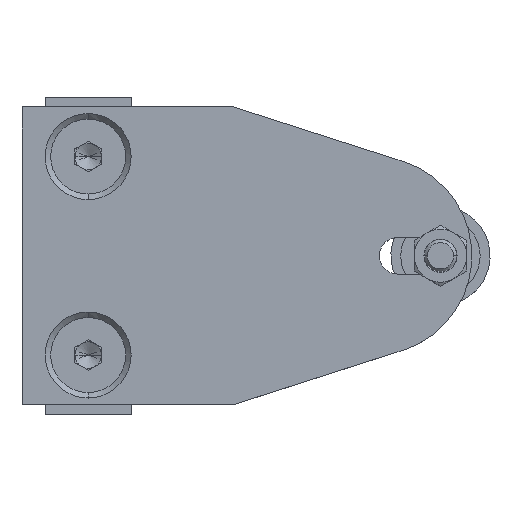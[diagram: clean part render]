
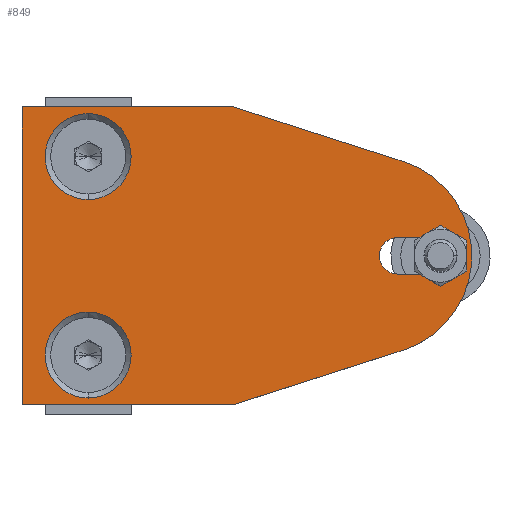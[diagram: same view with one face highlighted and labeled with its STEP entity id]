
A CAD part, top view. The second image highlights one B-rep face of the part: STEP entity #849.
In plain terms, the highlighted planar face has unit normal (0, 0, 1).
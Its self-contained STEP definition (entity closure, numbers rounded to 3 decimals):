
#16 = LINE ( 'NONE', #7573, #3668 ) ;
#39 = VERTEX_POINT ( 'NONE', #5323 ) ;
#112 = CARTESIAN_POINT ( 'NONE',  ( -22.5, 0., 5. ) ) ;
#155 = VECTOR ( 'NONE', #4754, 1000. ) ;
#188 = CARTESIAN_POINT ( 'NONE',  ( 0., 53., 5. ) ) ;
#199 = DIRECTION ( 'NONE',  ( 0., 0., 1. ) ) ;
#232 = CARTESIAN_POINT ( 'NONE',  ( 22.5, 32., 5. ) ) ;
#267 = ORIENTED_EDGE ( 'NONE', *, *, #6629, .F. ) ;
#292 = ORIENTED_EDGE ( 'NONE', *, *, #3606, .T. ) ;
#333 = CIRCLE ( 'NONE', #6933, 15. ) ;
#467 = DIRECTION ( 'NONE',  ( 1., 0., 0. ) ) ;
#492 = CIRCLE ( 'NONE', #629, 2.75 ) ;
#629 = AXIS2_PLACEMENT_3D ( 'NONE', #7747, #3119, #8535 ) ;
#685 = CIRCLE ( 'NONE', #7250, 6.5 ) ;
#691 = AXIS2_PLACEMENT_3D ( 'NONE', #3592, #8986, #4357 ) ;
#748 = CARTESIAN_POINT ( 'NONE',  ( -2.75, 63.25, 5. ) ) ;
#783 = DIRECTION ( 'NONE',  ( 0., 0., 1. ) ) ;
#849 = ADVANCED_FACE ( 'NONE', ( #8057, #1884, #4194, #9897 ), #9738, .T. ) ;
#930 = VERTEX_POINT ( 'NONE', #2891 ) ;
#980 = DIRECTION ( 'NONE',  ( 1., 0., 0. ) ) ;
#1057 = DIRECTION ( 'NONE',  ( -0.306, 0.952, 0. ) ) ;
#1211 = DIRECTION ( 'NONE',  ( 0., 0., 1. ) ) ;
#1444 = VERTEX_POINT ( 'NONE', #6033 ) ;
#1447 = DIRECTION ( 'NONE',  ( 0., -1., 0. ) ) ;
#1480 = CARTESIAN_POINT ( 'NONE',  ( -22.5, 0., 5. ) ) ;
#1518 = LINE ( 'NONE', #2625, #3091 ) ;
#1646 = EDGE_CURVE ( 'NONE', #1868, #2187, #8163, .T. ) ;
#1650 = EDGE_LOOP ( 'NONE', ( #9437, #2894, #292, #5240, #3786, #5061 ) ) ;
#1807 = CARTESIAN_POINT ( 'NONE',  ( 0., 56.75, 5. ) ) ;
#1865 = CIRCLE ( 'NONE', #691, 6.5 ) ;
#1868 = VERTEX_POINT ( 'NONE', #5304 ) ;
#1884 = FACE_BOUND ( 'NONE', #9021, .T. ) ;
#1912 = AXIS2_PLACEMENT_3D ( 'NONE', #5435, #783, #6204 ) ;
#2013 = DIRECTION ( 'NONE',  ( 1., 0., 0. ) ) ;
#2187 = VERTEX_POINT ( 'NONE', #7388 ) ;
#2270 = CARTESIAN_POINT ( 'NONE',  ( 21.5, 10., 5. ) ) ;
#2316 = VERTEX_POINT ( 'NONE', #6020 ) ;
#2363 = DIRECTION ( 'NONE',  ( 0., -1., 0. ) ) ;
#2423 = ORIENTED_EDGE ( 'NONE', *, *, #3761, .F. ) ;
#2439 = CIRCLE ( 'NONE', #2459, 6.5 ) ;
#2459 = AXIS2_PLACEMENT_3D ( 'NONE', #4839, #199, #5632 ) ;
#2574 = DIRECTION ( 'NONE',  ( -1., 0., 0. ) ) ;
#2625 = CARTESIAN_POINT ( 'NONE',  ( -22.5, 32., 5. ) ) ;
#2670 = ORIENTED_EDGE ( 'NONE', *, *, #5446, .F. ) ;
#2736 = VECTOR ( 'NONE', #1057, 1000. ) ;
#2891 = CARTESIAN_POINT ( 'NONE',  ( -8.5, 10., 5. ) ) ;
#2894 = ORIENTED_EDGE ( 'NONE', *, *, #1646, .T. ) ;
#3084 = AXIS2_PLACEMENT_3D ( 'NONE', #5873, #1211, #2013 ) ;
#3091 = VECTOR ( 'NONE', #3413, 1000. ) ;
#3119 = DIRECTION ( 'NONE',  ( 0., 0., 1. ) ) ;
#3413 = DIRECTION ( 'NONE',  ( -0.306, -0.952, 0. ) ) ;
#3415 = CARTESIAN_POINT ( 'NONE',  ( -21.5, 10., 5. ) ) ;
#3592 = CARTESIAN_POINT ( 'NONE',  ( 15., 10., 5. ) ) ;
#3606 = EDGE_CURVE ( 'NONE', #2187, #5186, #16, .T. ) ;
#3668 = VECTOR ( 'NONE', #8386, 1000. ) ;
#3735 = VECTOR ( 'NONE', #1447, 1000. ) ;
#3761 = EDGE_CURVE ( 'NONE', #8828, #930, #2439, .T. ) ;
#3786 = ORIENTED_EDGE ( 'NONE', *, *, #7891, .T. ) ;
#3998 = CARTESIAN_POINT ( 'NONE',  ( 2.75, 63.25, 5. ) ) ;
#4100 = EDGE_CURVE ( 'NONE', #10018, #1868, #9648, .T. ) ;
#4181 = EDGE_LOOP ( 'NONE', ( #5781, #2670 ) ) ;
#4194 = FACE_BOUND ( 'NONE', #4234, .T. ) ;
#4199 = EDGE_CURVE ( 'NONE', #5186, #9126, #4788, .T. ) ;
#4234 = EDGE_LOOP ( 'NONE', ( #8037, #6246, #9753, #267 ) ) ;
#4357 = DIRECTION ( 'NONE',  ( 1., 0., 0. ) ) ;
#4364 = EDGE_CURVE ( 'NONE', #930, #8828, #685, .T. ) ;
#4405 = VERTEX_POINT ( 'NONE', #5937 ) ;
#4666 = AXIS2_PLACEMENT_3D ( 'NONE', #1807, #7218, #2574 ) ;
#4754 = DIRECTION ( 'NONE',  ( 1., 0., 0. ) ) ;
#4788 = LINE ( 'NONE', #232, #2736 ) ;
#4839 = CARTESIAN_POINT ( 'NONE',  ( -15., 10., 5. ) ) ;
#5061 = ORIENTED_EDGE ( 'NONE', *, *, #5498, .T. ) ;
#5064 = CIRCLE ( 'NONE', #4666, 2.75 ) ;
#5124 = DIRECTION ( 'NONE',  ( 0., 0., 1. ) ) ;
#5186 = VERTEX_POINT ( 'NONE', #9720 ) ;
#5240 = ORIENTED_EDGE ( 'NONE', *, *, #4199, .T. ) ;
#5304 = CARTESIAN_POINT ( 'NONE',  ( -22.5, 0., 5. ) ) ;
#5323 = CARTESIAN_POINT ( 'NONE',  ( 8.5, 10., 5. ) ) ;
#5428 = VERTEX_POINT ( 'NONE', #2270 ) ;
#5435 = CARTESIAN_POINT ( 'NONE',  ( 15., 10., 5. ) ) ;
#5446 = EDGE_CURVE ( 'NONE', #39, #5428, #9750, .T. ) ;
#5498 = EDGE_CURVE ( 'NONE', #4405, #10018, #1518, .T. ) ;
#5618 = DIRECTION ( 'NONE',  ( 0., 0., 1. ) ) ;
#5621 = EDGE_CURVE ( 'NONE', #5428, #39, #1865, .T. ) ;
#5632 = DIRECTION ( 'NONE',  ( 1., 0., 0. ) ) ;
#5695 = LINE ( 'NONE', #3998, #7528 ) ;
#5781 = ORIENTED_EDGE ( 'NONE', *, *, #5621, .F. ) ;
#5873 = CARTESIAN_POINT ( 'NONE',  ( 0., 53., 5. ) ) ;
#5881 = ORIENTED_EDGE ( 'NONE', *, *, #4364, .F. ) ;
#5937 = CARTESIAN_POINT ( 'NONE',  ( -14.281, 57.587, 5. ) ) ;
#6020 = CARTESIAN_POINT ( 'NONE',  ( -2.75, 56.75, 5. ) ) ;
#6033 = CARTESIAN_POINT ( 'NONE',  ( 2.75, 63.25, 5. ) ) ;
#6204 = DIRECTION ( 'NONE',  ( 1., 0., 0. ) ) ;
#6246 = ORIENTED_EDGE ( 'NONE', *, *, #6944, .F. ) ;
#6496 = EDGE_CURVE ( 'NONE', #1444, #8381, #492, .T. ) ;
#6629 = EDGE_CURVE ( 'NONE', #9213, #1444, #5695, .T. ) ;
#6898 = CARTESIAN_POINT ( 'NONE',  ( 2.75, 56.75, 5. ) ) ;
#6933 = AXIS2_PLACEMENT_3D ( 'NONE', #188, #5618, #980 ) ;
#6944 = EDGE_CURVE ( 'NONE', #8381, #2316, #9348, .T. ) ;
#7218 = DIRECTION ( 'NONE',  ( 0., 0., 1. ) ) ;
#7250 = AXIS2_PLACEMENT_3D ( 'NONE', #9768, #5124, #467 ) ;
#7388 = CARTESIAN_POINT ( 'NONE',  ( 22.5, 0., 5. ) ) ;
#7528 = VECTOR ( 'NONE', #7819, 1000. ) ;
#7541 = VECTOR ( 'NONE', #2363, 1000. ) ;
#7573 = CARTESIAN_POINT ( 'NONE',  ( 22.5, 0., 5. ) ) ;
#7747 = CARTESIAN_POINT ( 'NONE',  ( 0., 63.25, 5. ) ) ;
#7782 = CARTESIAN_POINT ( 'NONE',  ( -2.75, 56.75, 5. ) ) ;
#7819 = DIRECTION ( 'NONE',  ( 0., 1., 0. ) ) ;
#7888 = CARTESIAN_POINT ( 'NONE',  ( -22.5, 32., 5. ) ) ;
#7891 = EDGE_CURVE ( 'NONE', #9126, #4405, #333, .T. ) ;
#8037 = ORIENTED_EDGE ( 'NONE', *, *, #9401, .F. ) ;
#8057 = FACE_BOUND ( 'NONE', #4181, .T. ) ;
#8163 = LINE ( 'NONE', #112, #155 ) ;
#8381 = VERTEX_POINT ( 'NONE', #748 ) ;
#8386 = DIRECTION ( 'NONE',  ( 0., 1., 0. ) ) ;
#8535 = DIRECTION ( 'NONE',  ( -1., 0., 0. ) ) ;
#8828 = VERTEX_POINT ( 'NONE', #3415 ) ;
#8986 = DIRECTION ( 'NONE',  ( 0., 0., 1. ) ) ;
#9021 = EDGE_LOOP ( 'NONE', ( #5881, #2423 ) ) ;
#9126 = VERTEX_POINT ( 'NONE', #9955 ) ;
#9213 = VERTEX_POINT ( 'NONE', #6898 ) ;
#9348 = LINE ( 'NONE', #7782, #7541 ) ;
#9401 = EDGE_CURVE ( 'NONE', #2316, #9213, #5064, .T. ) ;
#9437 = ORIENTED_EDGE ( 'NONE', *, *, #4100, .T. ) ;
#9648 = LINE ( 'NONE', #1480, #3735 ) ;
#9720 = CARTESIAN_POINT ( 'NONE',  ( 22.5, 32., 5. ) ) ;
#9738 = PLANE ( 'NONE',  #3084 ) ;
#9750 = CIRCLE ( 'NONE', #1912, 6.5 ) ;
#9753 = ORIENTED_EDGE ( 'NONE', *, *, #6496, .F. ) ;
#9768 = CARTESIAN_POINT ( 'NONE',  ( -15., 10., 5. ) ) ;
#9897 = FACE_OUTER_BOUND ( 'NONE', #1650, .T. ) ;
#9955 = CARTESIAN_POINT ( 'NONE',  ( 14.281, 57.587, 5. ) ) ;
#10018 = VERTEX_POINT ( 'NONE', #7888 ) ;
